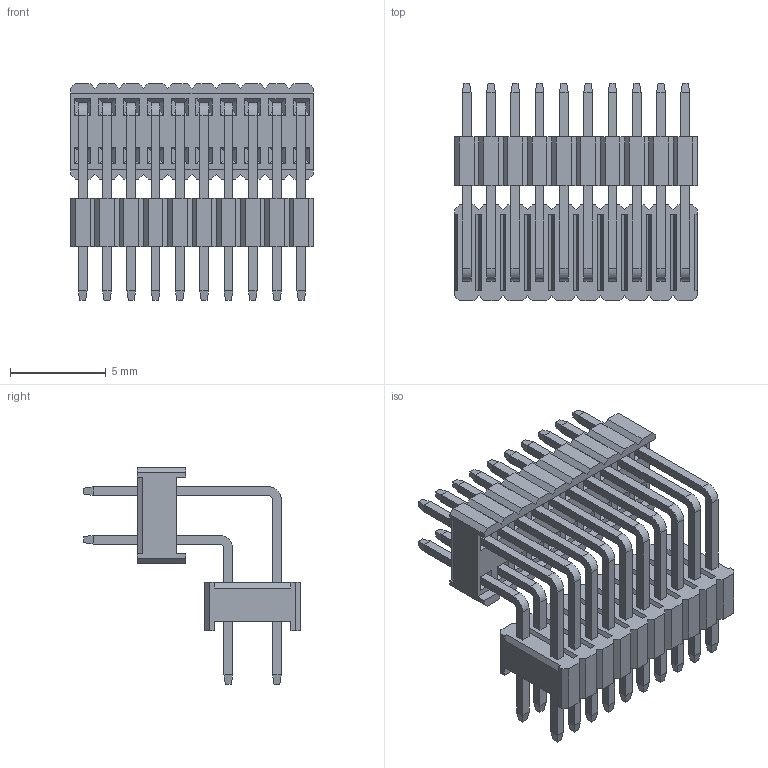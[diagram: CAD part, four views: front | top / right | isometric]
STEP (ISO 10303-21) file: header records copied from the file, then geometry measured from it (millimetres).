
FILE_DESCRIPTION( ('This file contains a STEP AP42 implementation' ,'as created by ZW3D STEP Interface translator.') ,'2;1' );
FILE_NAME( '1425-2210XXR149XXXX(笢潔俔).stp' ,'23 320. 93143', (''), ('ZWCAD Software Co.'), 'Version 1.0', 'ZW3D to STEP translator', '' );
FILE_SCHEMA(('AUTOMOTIVE_DESIGN { 1 0 10303 214 1 1 1 1 }'));
Length unit declared in the file: millimetre
Products named in the file (2): 0; 1425-2210XXR149XXXX(笢潔俔)
Bounding box: 12.7 x 11.34 x 11.34 mm (x, y, z)
Volume: 315.3 mm3; surface area: 1257 mm2
Topology: 22 solids, 22 shells, 900 faces, 2194 edges, 1356 vertices
Faces by surface type: plane 860, cylinder 40
Entity records: 26533 total; most frequent: CARTESIAN_POINT 4451, ORIENTED_EDGE 4388, DIRECTION 4076, EDGE_CURVE 2194, VECTOR 2114, LINE 2114, VERTEX_POINT 1356, EDGE_LOOP 998
